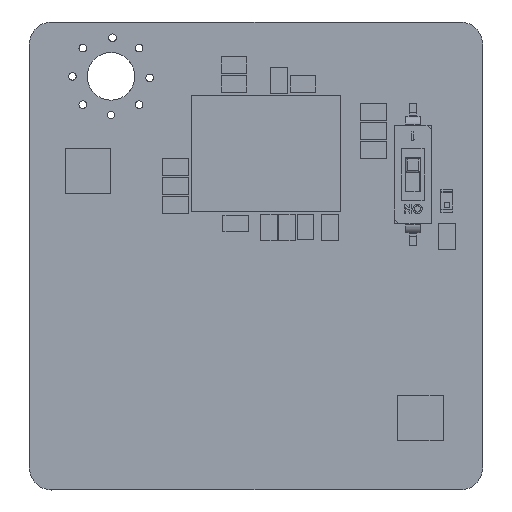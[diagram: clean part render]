
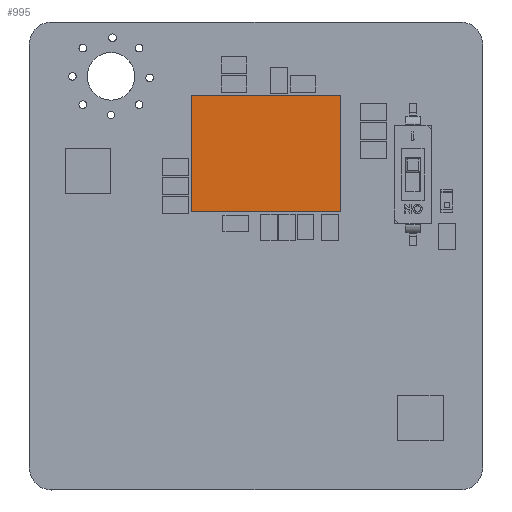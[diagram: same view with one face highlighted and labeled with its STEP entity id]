
A CAD part, front view. The second image highlights one B-rep face of the part: STEP entity #995.
In plain terms, the highlighted planar face has unit normal (0, -1, 0).
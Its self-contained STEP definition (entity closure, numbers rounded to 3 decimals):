
#746 = ORIENTED_EDGE ( 'NONE', *, *, #14085, .T. ) ;
#995 = ADVANCED_FACE ( 'NONE', ( #7799 ), #8984, .F. ) ;
#1176 = EDGE_CURVE ( 'NONE', #3727, #14503, #12838, .T. ) ;
#1927 = CARTESIAN_POINT ( 'NONE',  ( 20.246, -1.2, -16.616 ) ) ;
#2907 = ORIENTED_EDGE ( 'NONE', *, *, #18640, .T. ) ;
#3596 = EDGE_CURVE ( 'NONE', #14503, #4940, #25178, .T. ) ;
#3727 = VERTEX_POINT ( 'NONE', #1927 ) ;
#4257 = ORIENTED_EDGE ( 'NONE', *, *, #3596, .T. ) ;
#4940 = VERTEX_POINT ( 'NONE', #17888 ) ;
#7176 = DIRECTION ( 'NONE',  ( 1., 0., 0. ) ) ;
#7292 = CARTESIAN_POINT ( 'NONE',  ( 20.246, -1.2, -8.784 ) ) ;
#7659 = VERTEX_POINT ( 'NONE', #7292 ) ;
#7799 = FACE_OUTER_BOUND ( 'NONE', #18845, .T. ) ;
#8984 = PLANE ( 'NONE',  #21506 ) ;
#9003 = CARTESIAN_POINT ( 'NONE',  ( 20.246, -1.2, -8.784 ) ) ;
#10611 = CARTESIAN_POINT ( 'NONE',  ( 30.3, -1.2, -8.784 ) ) ;
#12838 = LINE ( 'NONE', #23338, #22711 ) ;
#14085 = EDGE_CURVE ( 'NONE', #7659, #3727, #14397, .T. ) ;
#14397 = LINE ( 'NONE', #16322, #28707 ) ;
#14503 = VERTEX_POINT ( 'NONE', #23321 ) ;
#15727 = VECTOR ( 'NONE', #20194, 1000. ) ;
#16322 = CARTESIAN_POINT ( 'NONE',  ( 20.246, -1.2, -16.616 ) ) ;
#17888 = CARTESIAN_POINT ( 'NONE',  ( 30.3, -1.2, -8.784 ) ) ;
#18640 = EDGE_CURVE ( 'NONE', #4940, #7659, #22673, .T. ) ;
#18845 = EDGE_LOOP ( 'NONE', ( #2907, #746, #25040, #4257 ) ) ;
#20058 = VECTOR ( 'NONE', #24491, 1000. ) ;
#20194 = DIRECTION ( 'NONE',  ( -1., 0., 0. ) ) ;
#21506 = AXIS2_PLACEMENT_3D ( 'NONE', #29852, #25523, #23045 ) ;
#22673 = LINE ( 'NONE', #9003, #15727 ) ;
#22711 = VECTOR ( 'NONE', #7176, 1000. ) ;
#23045 = DIRECTION ( 'NONE',  ( 0., 0., -1. ) ) ;
#23321 = CARTESIAN_POINT ( 'NONE',  ( 30.3, -1.2, -16.616 ) ) ;
#23338 = CARTESIAN_POINT ( 'NONE',  ( 30.3, -1.2, -16.616 ) ) ;
#23367 = DIRECTION ( 'NONE',  ( 0., 0., -1. ) ) ;
#24491 = DIRECTION ( 'NONE',  ( 0., 0., 1. ) ) ;
#25040 = ORIENTED_EDGE ( 'NONE', *, *, #1176, .T. ) ;
#25178 = LINE ( 'NONE', #10611, #20058 ) ;
#25523 = DIRECTION ( 'NONE',  ( 0., 1., 0. ) ) ;
#28707 = VECTOR ( 'NONE', #23367, 1000. ) ;
#29852 = CARTESIAN_POINT ( 'NONE',  ( 25.273, -1.2, -12.7 ) ) ;
